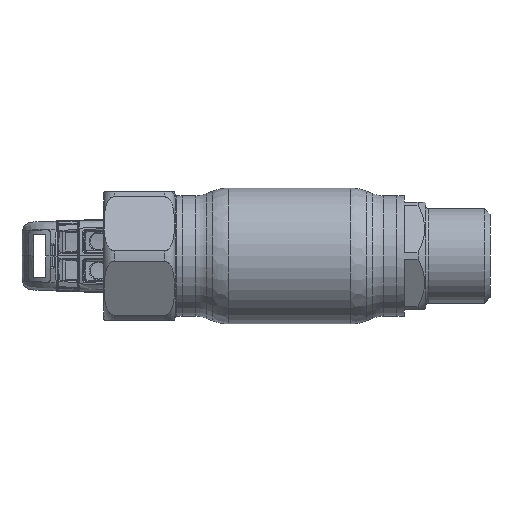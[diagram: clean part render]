
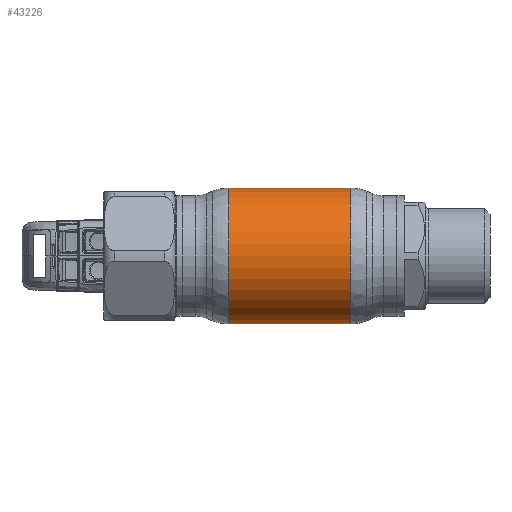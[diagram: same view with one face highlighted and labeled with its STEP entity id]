
A CAD part, front view. The second image highlights one B-rep face of the part: STEP entity #43226.
In plain terms, the highlighted cylindrical face has radius 19 mm (diameter 38 mm), a partial arc.
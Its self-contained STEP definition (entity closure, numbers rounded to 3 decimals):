
#4055 = CARTESIAN_POINT ( 'NONE',  ( -16.967, 0., 0. ) ) ;
#4933 = CIRCLE ( 'NONE', #16813, 19. ) ;
#6400 = EDGE_CURVE ( 'NONE', #48405, #17704, #24905, .T. ) ;
#6757 = ORIENTED_EDGE ( 'NONE', *, *, #26525, .F. ) ;
#13193 = CARTESIAN_POINT ( 'NONE',  ( 16.967, 0., -19. ) ) ;
#15509 = VERTEX_POINT ( 'NONE', #26458 ) ;
#16813 = AXIS2_PLACEMENT_3D ( 'NONE', #4055, #31904, #42147 ) ;
#17704 = VERTEX_POINT ( 'NONE', #61921 ) ;
#23113 = DIRECTION ( 'NONE',  ( 0., 0., 1. ) ) ;
#23562 = CYLINDRICAL_SURFACE ( 'NONE', #33159, 19. ) ;
#24905 = CIRCLE ( 'NONE', #65719, 19. ) ;
#25008 = CARTESIAN_POINT ( 'NONE',  ( 16.967, 0., 0. ) ) ;
#25869 = ORIENTED_EDGE ( 'NONE', *, *, #35906, .T. ) ;
#26458 = CARTESIAN_POINT ( 'NONE',  ( -16.967, 0., -19. ) ) ;
#26525 = EDGE_CURVE ( 'NONE', #15509, #47795, #4933, .T. ) ;
#28841 = DIRECTION ( 'NONE',  ( -1., 0., 0. ) ) ;
#30258 = DIRECTION ( 'NONE',  ( -1., 0., 0. ) ) ;
#31327 = LINE ( 'NONE', #40116, #38147 ) ;
#31798 = CARTESIAN_POINT ( 'NONE',  ( -62.69, 0., 19. ) ) ;
#31904 = DIRECTION ( 'NONE',  ( -1., 0., 0. ) ) ;
#33159 = AXIS2_PLACEMENT_3D ( 'NONE', #50505, #28841, #23113 ) ;
#35906 = EDGE_CURVE ( 'NONE', #17704, #47795, #68308, .T. ) ;
#36630 = CARTESIAN_POINT ( 'NONE',  ( -16.967, 0., 19. ) ) ;
#36773 = VECTOR ( 'NONE', #69694, 1000. ) ;
#38147 = VECTOR ( 'NONE', #67052, 1000. ) ;
#40116 = CARTESIAN_POINT ( 'NONE',  ( -62.69, 0., -19. ) ) ;
#40970 = DIRECTION ( 'NONE',  ( 0., 0., 1. ) ) ;
#42147 = DIRECTION ( 'NONE',  ( 0., 0., 1. ) ) ;
#43226 = ADVANCED_FACE ( 'NONE', ( #57666 ), #23562, .T. ) ;
#47795 = VERTEX_POINT ( 'NONE', #36630 ) ;
#48405 = VERTEX_POINT ( 'NONE', #13193 ) ;
#48458 = ORIENTED_EDGE ( 'NONE', *, *, #61372, .F. ) ;
#50505 = CARTESIAN_POINT ( 'NONE',  ( -62.69, 0., 0. ) ) ;
#57666 = FACE_OUTER_BOUND ( 'NONE', #58132, .T. ) ;
#58132 = EDGE_LOOP ( 'NONE', ( #48458, #59831, #25869, #6757 ) ) ;
#59831 = ORIENTED_EDGE ( 'NONE', *, *, #6400, .T. ) ;
#61372 = EDGE_CURVE ( 'NONE', #48405, #15509, #31327, .T. ) ;
#61921 = CARTESIAN_POINT ( 'NONE',  ( 16.967, 0., 19. ) ) ;
#65719 = AXIS2_PLACEMENT_3D ( 'NONE', #25008, #30258, #40970 ) ;
#67052 = DIRECTION ( 'NONE',  ( -1., 0., 0. ) ) ;
#68308 = LINE ( 'NONE', #31798, #36773 ) ;
#69694 = DIRECTION ( 'NONE',  ( -1., 0., 0. ) ) ;
